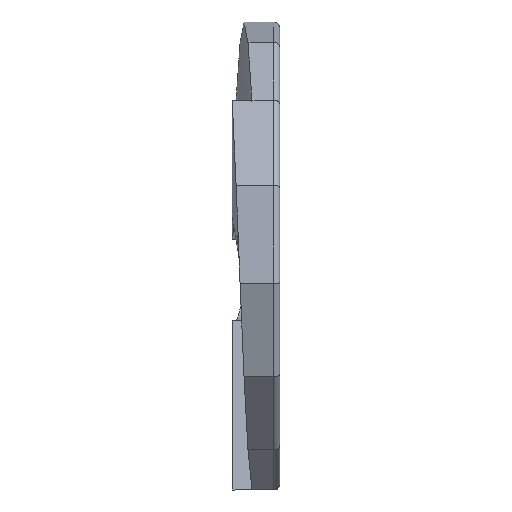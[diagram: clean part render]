
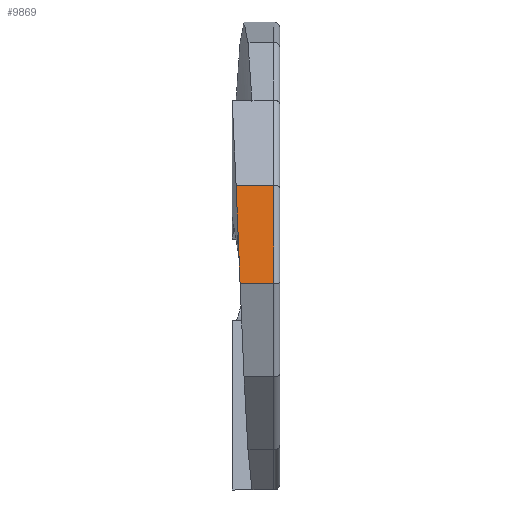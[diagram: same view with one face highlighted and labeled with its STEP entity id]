
A CAD part, left-side view. The second image highlights one B-rep face of the part: STEP entity #9869.
In plain terms, the highlighted planar face has unit normal (-0.995, 0, 0.104).
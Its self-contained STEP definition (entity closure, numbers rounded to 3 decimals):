
#239 = EDGE_CURVE ( 'NONE', #10824, #8695, #2749, .T. ) ;
#502 = EDGE_CURVE ( 'NONE', #8695, #2345, #2903, .T. ) ;
#1148 = CARTESIAN_POINT ( 'NONE',  ( -18.783, 2.949, 6.103 ) ) ;
#1261 = VECTOR ( 'NONE', #5854, 1000. ) ;
#1296 = LINE ( 'NONE', #11189, #1261 ) ;
#1464 = AXIS2_PLACEMENT_3D ( 'NONE', #2667, #5260, #3323 ) ;
#1586 = PLANE ( 'NONE',  #1464 ) ;
#1736 = B_SPLINE_CURVE_WITH_KNOTS ( 'NONE', 3,
 ( #1148, #7641, #5927, #11191 ),
 .UNSPECIFIED., .F., .F.,
 ( 4, 4 ),
 ( 0., 0.008 ),
 .UNSPECIFIED. ) ;
#2345 = VERTEX_POINT ( 'NONE', #9894 ) ;
#2351 = VECTOR ( 'NONE', #7838, 1000. ) ;
#2667 = CARTESIAN_POINT ( 'NONE',  ( -18.783, 9.3, 6.103 ) ) ;
#2749 = LINE ( 'NONE', #3694, #2351 ) ;
#2903 = LINE ( 'NONE', #7282, #10430 ) ;
#3229 = CARTESIAN_POINT ( 'NONE',  ( -18.783, 2.949, 6.103 ) ) ;
#3323 = DIRECTION ( 'NONE',  ( 0.105, 0., 0.995 ) ) ;
#3429 = EDGE_LOOP ( 'NONE', ( #4479, #7602, #8486, #7349 ) ) ;
#3694 = CARTESIAN_POINT ( 'NONE',  ( -19.213, -0.2, 2.019 ) ) ;
#3855 = CARTESIAN_POINT ( 'NONE',  ( -18.783, -0.2, 6.103 ) ) ;
#4280 = VERTEX_POINT ( 'NONE', #3229 ) ;
#4313 = CARTESIAN_POINT ( 'NONE',  ( -19.642, -0.2, -2.064 ) ) ;
#4479 = ORIENTED_EDGE ( 'NONE', *, *, #10096, .T. ) ;
#5260 = DIRECTION ( 'NONE',  ( -0.995, 0., 0.105 ) ) ;
#5854 = DIRECTION ( 'NONE',  ( 0., 1., 0. ) ) ;
#5927 = CARTESIAN_POINT ( 'NONE',  ( -19.356, 2.727, 0.658 ) ) ;
#6284 = EDGE_CURVE ( 'NONE', #4280, #2345, #1736, .T. ) ;
#7282 = CARTESIAN_POINT ( 'NONE',  ( -19.642, 9.3, -2.064 ) ) ;
#7349 = ORIENTED_EDGE ( 'NONE', *, *, #239, .F. ) ;
#7602 = ORIENTED_EDGE ( 'NONE', *, *, #6284, .T. ) ;
#7641 = CARTESIAN_POINT ( 'NONE',  ( -19.07, 2.842, 3.38 ) ) ;
#7838 = DIRECTION ( 'NONE',  ( -0.105, 0., -0.995 ) ) ;
#8102 = FACE_OUTER_BOUND ( 'NONE', #3429, .T. ) ;
#8486 = ORIENTED_EDGE ( 'NONE', *, *, #502, .F. ) ;
#8695 = VERTEX_POINT ( 'NONE', #4313 ) ;
#8828 = DIRECTION ( 'NONE',  ( 0., 1., 0. ) ) ;
#9869 = ADVANCED_FACE ( 'NONE', ( #8102 ), #1586, .T. ) ;
#9894 = CARTESIAN_POINT ( 'NONE',  ( -19.642, 2.62, -2.064 ) ) ;
#10096 = EDGE_CURVE ( 'NONE', #10824, #4280, #1296, .T. ) ;
#10430 = VECTOR ( 'NONE', #8828, 1000. ) ;
#10824 = VERTEX_POINT ( 'NONE', #3855 ) ;
#11189 = CARTESIAN_POINT ( 'NONE',  ( -18.783, 9.3, 6.103 ) ) ;
#11191 = CARTESIAN_POINT ( 'NONE',  ( -19.642, 2.62, -2.064 ) ) ;
